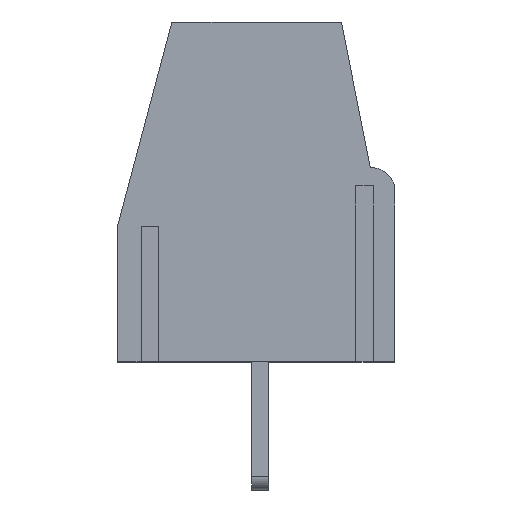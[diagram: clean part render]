
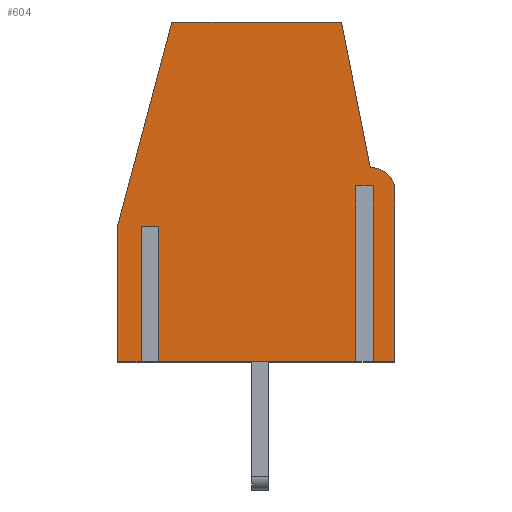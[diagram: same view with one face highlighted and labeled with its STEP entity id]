
A CAD part, top view. The second image highlights one B-rep face of the part: STEP entity #604.
In plain terms, the highlighted planar face has unit normal (0, 0, 1).
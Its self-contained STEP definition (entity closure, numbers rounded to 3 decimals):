
#604=ADVANCED_FACE('',(#1366),#989,.F.);
#989=PLANE('',#9412);
#1366=FACE_OUTER_BOUND('',#1844,.T.);
#1844=EDGE_LOOP('',(#3724,#3725,#3726,#3727,#3728,#3729,#3730,#3731,#3732,
#3733,#3734,#3735,#3736,#3737,#3738));
#2237=CIRCLE('',#9394,0.746);
#3724=ORIENTED_EDGE('',*,*,#6515,.F.);
#3725=ORIENTED_EDGE('',*,*,#6516,.F.);
#3726=ORIENTED_EDGE('',*,*,#6517,.T.);
#3727=ORIENTED_EDGE('',*,*,#6361,.F.);
#3728=ORIENTED_EDGE('',*,*,#6518,.F.);
#3729=ORIENTED_EDGE('',*,*,#6519,.T.);
#3730=ORIENTED_EDGE('',*,*,#6520,.T.);
#3731=ORIENTED_EDGE('',*,*,#6357,.F.);
#3732=ORIENTED_EDGE('',*,*,#6494,.F.);
#3733=ORIENTED_EDGE('',*,*,#6499,.F.);
#3734=ORIENTED_EDGE('',*,*,#6502,.F.);
#3735=ORIENTED_EDGE('',*,*,#6473,.F.);
#3736=ORIENTED_EDGE('',*,*,#6481,.F.);
#3737=ORIENTED_EDGE('',*,*,#6484,.F.);
#3738=ORIENTED_EDGE('',*,*,#6365,.F.);
#5320=VERTEX_POINT('',#15354);
#5321=VERTEX_POINT('',#15356);
#5324=VERTEX_POINT('',#15362);
#5325=VERTEX_POINT('',#15364);
#5328=VERTEX_POINT('',#15370);
#5329=VERTEX_POINT('',#15372);
#5410=VERTEX_POINT('',#15587);
#5411=VERTEX_POINT('',#15589);
#5418=VERTEX_POINT('',#15604);
#5425=VERTEX_POINT('',#15626);
#5428=VERTEX_POINT('',#15641);
#5433=VERTEX_POINT('',#15683);
#5434=VERTEX_POINT('',#15685);
#5435=VERTEX_POINT('',#15688);
#5436=VERTEX_POINT('',#15690);
#6357=EDGE_CURVE('',#5320,#5321,#7489,.T.);
#6361=EDGE_CURVE('',#5324,#5325,#7493,.T.);
#6365=EDGE_CURVE('',#5328,#5329,#7497,.T.);
#6473=EDGE_CURVE('',#5410,#5411,#7598,.T.);
#6481=EDGE_CURVE('',#5418,#5410,#7605,.T.);
#6484=EDGE_CURVE('',#5329,#5418,#7608,.T.);
#6494=EDGE_CURVE('',#5425,#5320,#7618,.T.);
#6499=EDGE_CURVE('',#5428,#5425,#2237,.T.);
#6502=EDGE_CURVE('',#5411,#5428,#7622,.T.);
#6515=EDGE_CURVE('',#5433,#5328,#7635,.T.);
#6516=EDGE_CURVE('',#5434,#5433,#7636,.T.);
#6517=EDGE_CURVE('',#5434,#5325,#7637,.T.);
#6518=EDGE_CURVE('',#5435,#5324,#7638,.T.);
#6519=EDGE_CURVE('',#5435,#5436,#7639,.T.);
#6520=EDGE_CURVE('',#5436,#5321,#7640,.T.);
#7489=LINE('',#15355,#8447);
#7493=LINE('',#15363,#8451);
#7497=LINE('',#15371,#8455);
#7598=LINE('',#15588,#8556);
#7605=LINE('',#15605,#8563);
#7608=LINE('',#15609,#8566);
#7618=LINE('',#15627,#8576);
#7622=LINE('',#15649,#8580);
#7635=LINE('',#15682,#8593);
#7636=LINE('',#15684,#8594);
#7637=LINE('',#15686,#8595);
#7638=LINE('',#15687,#8596);
#7639=LINE('',#15689,#8597);
#7640=LINE('',#15691,#8598);
#8447=VECTOR('',#10819,1.);
#8451=VECTOR('',#10823,1.);
#8455=VECTOR('',#10827,1.);
#8556=VECTOR('',#10996,1.);
#8563=VECTOR('',#11007,1.);
#8566=VECTOR('',#11012,1.);
#8576=VECTOR('',#11024,1.);
#8580=VECTOR('',#11034,1.);
#8593=VECTOR('',#11079,1.);
#8594=VECTOR('',#11080,1.);
#8595=VECTOR('',#11081,1.);
#8596=VECTOR('',#11082,1.);
#8597=VECTOR('',#11083,1.);
#8598=VECTOR('',#11084,1.);
#9394=AXIS2_PLACEMENT_3D('',#15642,#11029,#11030);
#9412=AXIS2_PLACEMENT_3D('',#15692,#11085,#11086);
#10819=DIRECTION('',(-1.,0.,0.));
#10823=DIRECTION('',(-1.,0.,0.));
#10827=DIRECTION('',(-1.,0.,0.));
#10996=DIRECTION('',(1.,0.,0.));
#11007=DIRECTION('',(0.257,0.966,0.));
#11012=DIRECTION('',(0.,1.,0.));
#11024=DIRECTION('',(0.,-1.,0.));
#11029=DIRECTION('',(0.,0.,-1.));
#11030=DIRECTION('',(-1.,0.,0.));
#11034=DIRECTION('',(0.194,-0.981,0.));
#11079=DIRECTION('',(0.,-1.,0.));
#11080=DIRECTION('',(-1.,0.,0.));
#11081=DIRECTION('',(0.,-1.,0.));
#11082=DIRECTION('',(0.,-1.,0.));
#11083=DIRECTION('',(1.,0.,0.));
#11084=DIRECTION('',(0.,-1.,0.));
#11085=DIRECTION('',(0.,0.,-1.));
#11086=DIRECTION('',(-1.,0.,0.));
#15354=CARTESIAN_POINT('',(4.026,0.,2.62));
#15355=CARTESIAN_POINT('',(4.026,0.,2.62));
#15356=CARTESIAN_POINT('',(3.401,0.,2.62));
#15362=CARTESIAN_POINT('',(2.884,0.,2.62));
#15363=CARTESIAN_POINT('',(4.026,0.,2.62));
#15364=CARTESIAN_POINT('',(-2.911,0.,2.62));
#15370=CARTESIAN_POINT('',(-3.428,0.,2.62));
#15371=CARTESIAN_POINT('',(4.026,0.,2.62));
#15372=CARTESIAN_POINT('',(-4.125,0.,2.62));
#15587=CARTESIAN_POINT('',(-2.525,9.99,2.62));
#15588=CARTESIAN_POINT('',(3.307,9.99,2.62));
#15589=CARTESIAN_POINT('',(2.465,9.99,2.62));
#15604=CARTESIAN_POINT('',(-4.125,3.976,2.62));
#15605=CARTESIAN_POINT('',(-3.387,6.752,2.62));
#15609=CARTESIAN_POINT('',(-4.125,4.97,2.62));
#15626=CARTESIAN_POINT('',(4.026,5.169,2.62));
#15627=CARTESIAN_POINT('',(4.026,4.97,2.62));
#15641=CARTESIAN_POINT('',(3.31,5.716,2.62));
#15642=CARTESIAN_POINT('',(3.307,4.97,2.62));
#15649=CARTESIAN_POINT('',(3.452,4.999,2.62));
#15682=CARTESIAN_POINT('',(-3.428,3.976,2.62));
#15683=CARTESIAN_POINT('',(-3.428,3.976,2.62));
#15684=CARTESIAN_POINT('',(-2.911,3.976,2.62));
#15685=CARTESIAN_POINT('',(-2.911,3.976,2.62));
#15686=CARTESIAN_POINT('',(-2.911,3.976,2.62));
#15687=CARTESIAN_POINT('',(2.884,5.169,2.62));
#15688=CARTESIAN_POINT('',(2.884,5.169,2.62));
#15689=CARTESIAN_POINT('',(2.884,5.169,2.62));
#15690=CARTESIAN_POINT('',(3.401,5.169,2.62));
#15691=CARTESIAN_POINT('',(3.401,5.169,2.62));
#15692=CARTESIAN_POINT('',(3.307,4.97,2.62));
